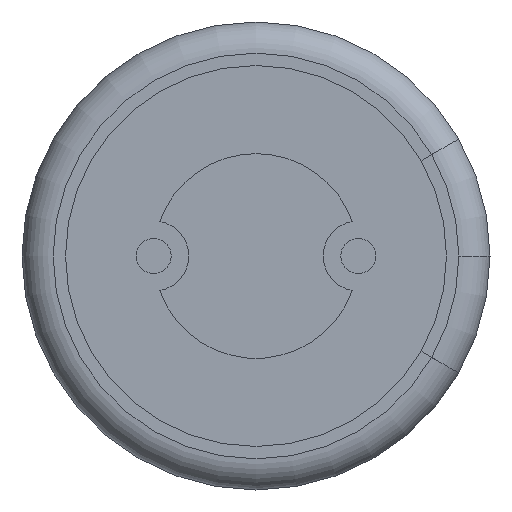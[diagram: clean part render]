
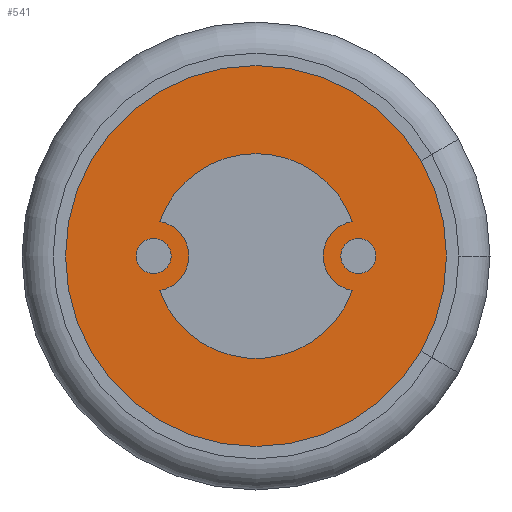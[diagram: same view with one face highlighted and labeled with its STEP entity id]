
A CAD part, front view. The second image highlights one B-rep face of the part: STEP entity #541.
In plain terms, the highlighted planar face has unit normal (0, -1, 0).
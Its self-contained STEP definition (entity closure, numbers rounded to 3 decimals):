
#2 = DIRECTION ( 'NONE',  ( 0., -1., 0. ) ) ;
#10 = AXIS2_PLACEMENT_3D ( 'NONE', #1182, #2267, #1152 ) ;
#17 = CARTESIAN_POINT ( 'NONE',  ( 0., 0.95, 0. ) ) ;
#22 = CARTESIAN_POINT ( 'NONE',  ( -1.75, 0.95, 0. ) ) ;
#28 = PLANE ( 'NONE',  #1798 ) ;
#40 = CARTESIAN_POINT ( 'NONE',  ( 2.82, 0.95, 1.628 ) ) ;
#44 = EDGE_CURVE ( 'NONE', #520, #1402, #893, .T. ) ;
#236 = VERTEX_POINT ( 'NONE', #1557 ) ;
#265 = EDGE_CURVE ( 'NONE', #1402, #2325, #635, .T. ) ;
#273 = ORIENTED_EDGE ( 'NONE', *, *, #1019, .F. ) ;
#298 = EDGE_LOOP ( 'NONE', ( #1735, #1284, #345 ) ) ;
#317 = FACE_BOUND ( 'NONE', #2210, .T. ) ;
#345 = ORIENTED_EDGE ( 'NONE', *, *, #539, .T. ) ;
#366 = CARTESIAN_POINT ( 'NONE',  ( -1.647, 0.95, 0.591 ) ) ;
#372 = FACE_OUTER_BOUND ( 'NONE', #298, .T. ) ;
#400 = CARTESIAN_POINT ( 'NONE',  ( 0., 0.95, 0. ) ) ;
#415 = CARTESIAN_POINT ( 'NONE',  ( 1.647, 0.95, -0.591 ) ) ;
#520 = VERTEX_POINT ( 'NONE', #40 ) ;
#527 = DIRECTION ( 'NONE',  ( -1., 0., 0. ) ) ;
#538 = CARTESIAN_POINT ( 'NONE',  ( 3.256, 0.95, 0. ) ) ;
#539 = EDGE_CURVE ( 'NONE', #2325, #520, #858, .T. ) ;
#541 = ADVANCED_FACE ( 'NONE', ( #317, #372 ), #28, .F. ) ;
#566 = DIRECTION ( 'NONE',  ( 0., -1., 0. ) ) ;
#597 = DIRECTION ( 'NONE',  ( 0., 1., 0. ) ) ;
#635 = CIRCLE ( 'NONE', #763, 3.256 ) ;
#689 = CIRCLE ( 'NONE', #1155, 0.6 ) ;
#720 = ORIENTED_EDGE ( 'NONE', *, *, #2197, .F. ) ;
#763 = AXIS2_PLACEMENT_3D ( 'NONE', #2094, #2255, #1903 ) ;
#854 = CARTESIAN_POINT ( 'NONE',  ( 2.82, 0.95, -1.628 ) ) ;
#858 = CIRCLE ( 'NONE', #2328, 3.256 ) ;
#893 = CIRCLE ( 'NONE', #10, 3.256 ) ;
#908 = EDGE_CURVE ( 'NONE', #1490, #2180, #1018, .T. ) ;
#927 = VERTEX_POINT ( 'NONE', #366 ) ;
#953 = DIRECTION ( 'NONE',  ( 1., 0., 0. ) ) ;
#1018 = CIRCLE ( 'NONE', #1501, 0.6 ) ;
#1019 = EDGE_CURVE ( 'NONE', #927, #236, #689, .T. ) ;
#1066 = DIRECTION ( 'NONE',  ( 0., -1., 0. ) ) ;
#1092 = EDGE_CURVE ( 'NONE', #1811, #927, #2309, .T. ) ;
#1122 = DIRECTION ( 'NONE',  ( -1., 0., 0. ) ) ;
#1152 = DIRECTION ( 'NONE',  ( 1., 0., 0. ) ) ;
#1155 = AXIS2_PLACEMENT_3D ( 'NONE', #22, #597, #1672 ) ;
#1182 = CARTESIAN_POINT ( 'NONE',  ( 0., 0.95, 0. ) ) ;
#1187 = EDGE_CURVE ( 'NONE', #1490, #1811, #1712, .T. ) ;
#1284 = ORIENTED_EDGE ( 'NONE', *, *, #265, .T. ) ;
#1295 = ORIENTED_EDGE ( 'NONE', *, *, #1092, .F. ) ;
#1302 = AXIS2_PLACEMENT_3D ( 'NONE', #17, #1687, #1698 ) ;
#1347 = CARTESIAN_POINT ( 'NONE',  ( 0., 0.95, 1.75 ) ) ;
#1402 = VERTEX_POINT ( 'NONE', #854 ) ;
#1490 = VERTEX_POINT ( 'NONE', #2145 ) ;
#1501 = AXIS2_PLACEMENT_3D ( 'NONE', #1795, #2, #2143 ) ;
#1557 = CARTESIAN_POINT ( 'NONE',  ( -1.647, 0.95, -0.591 ) ) ;
#1672 = DIRECTION ( 'NONE',  ( -1., 0., 0. ) ) ;
#1675 = DIRECTION ( 'NONE',  ( 0., 1., 0. ) ) ;
#1687 = DIRECTION ( 'NONE',  ( 0., -1., 0. ) ) ;
#1698 = DIRECTION ( 'NONE',  ( -1., 0., 0. ) ) ;
#1712 = CIRCLE ( 'NONE', #1302, 1.75 ) ;
#1735 = ORIENTED_EDGE ( 'NONE', *, *, #44, .T. ) ;
#1788 = ORIENTED_EDGE ( 'NONE', *, *, #908, .T. ) ;
#1795 = CARTESIAN_POINT ( 'NONE',  ( 1.75, 0.95, 0. ) ) ;
#1798 = AXIS2_PLACEMENT_3D ( 'NONE', #400, #1675, #1122 ) ;
#1811 = VERTEX_POINT ( 'NONE', #1347 ) ;
#1848 = DIRECTION ( 'NONE',  ( -1., 0., 0. ) ) ;
#1879 = ORIENTED_EDGE ( 'NONE', *, *, #1187, .F. ) ;
#1903 = DIRECTION ( 'NONE',  ( 1., 0., 0. ) ) ;
#2019 = CARTESIAN_POINT ( 'NONE',  ( 0., 0.95, 0. ) ) ;
#2031 = CARTESIAN_POINT ( 'NONE',  ( 0., 0.95, 0. ) ) ;
#2094 = CARTESIAN_POINT ( 'NONE',  ( 0., 0.95, 0. ) ) ;
#2136 = AXIS2_PLACEMENT_3D ( 'NONE', #2031, #2227, #1848 ) ;
#2141 = AXIS2_PLACEMENT_3D ( 'NONE', #2156, #1066, #527 ) ;
#2143 = DIRECTION ( 'NONE',  ( -1., 0., 0. ) ) ;
#2145 = CARTESIAN_POINT ( 'NONE',  ( 1.647, 0.95, 0.591 ) ) ;
#2152 = CIRCLE ( 'NONE', #2141, 1.75 ) ;
#2156 = CARTESIAN_POINT ( 'NONE',  ( 0., 0.95, 0. ) ) ;
#2180 = VERTEX_POINT ( 'NONE', #415 ) ;
#2197 = EDGE_CURVE ( 'NONE', #236, #2180, #2152, .T. ) ;
#2210 = EDGE_LOOP ( 'NONE', ( #273, #1295, #1879, #1788, #720 ) ) ;
#2227 = DIRECTION ( 'NONE',  ( 0., -1., 0. ) ) ;
#2255 = DIRECTION ( 'NONE',  ( 0., -1., 0. ) ) ;
#2267 = DIRECTION ( 'NONE',  ( 0., -1., 0. ) ) ;
#2309 = CIRCLE ( 'NONE', #2136, 1.75 ) ;
#2325 = VERTEX_POINT ( 'NONE', #538 ) ;
#2328 = AXIS2_PLACEMENT_3D ( 'NONE', #2019, #566, #953 ) ;
